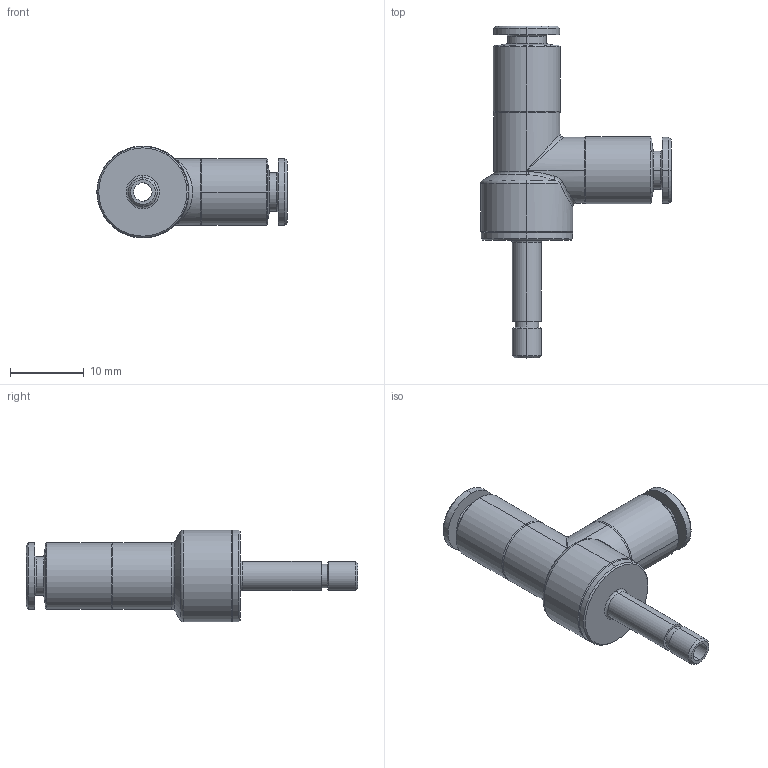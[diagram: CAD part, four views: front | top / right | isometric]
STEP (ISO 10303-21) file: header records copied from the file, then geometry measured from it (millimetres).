
FILE_DESCRIPTION (( 'STEP AP203' ), '1' );
FILE_NAME ('A0351010.STEP', '2009-12-15T15:49:58', ( 'Gabriele' ), ( 'C.Matic srl' ), 'SwSTEP 2.0', 'SolidWorks 2009', '' );
FILE_SCHEMA (( 'CONFIG_CONTROL_DESIGN' ));
Length unit declared in the file: millimetre
Products named in the file (1): A0351010
Bounding box: 25.85 x 45.1 x 12.5 mm (x, y, z)
Volume: 2846.6 mm3; surface area: 2490.7 mm2
Topology: 1 solids, 1 shells, 109 faces, 232 edges, 128 vertices
Faces by surface type: cylinder 39, cone 35, plane 13, torus 12, bspline 8, sphere 2
Entity records: 3820 total; most frequent: CARTESIAN_POINT 1387, DIRECTION 548, ORIENTED_EDGE 456, AXIS2_PLACEMENT_3D 236, EDGE_CURVE 228, CIRCLE 134, VERTEX_POINT 128, EDGE_LOOP 120
